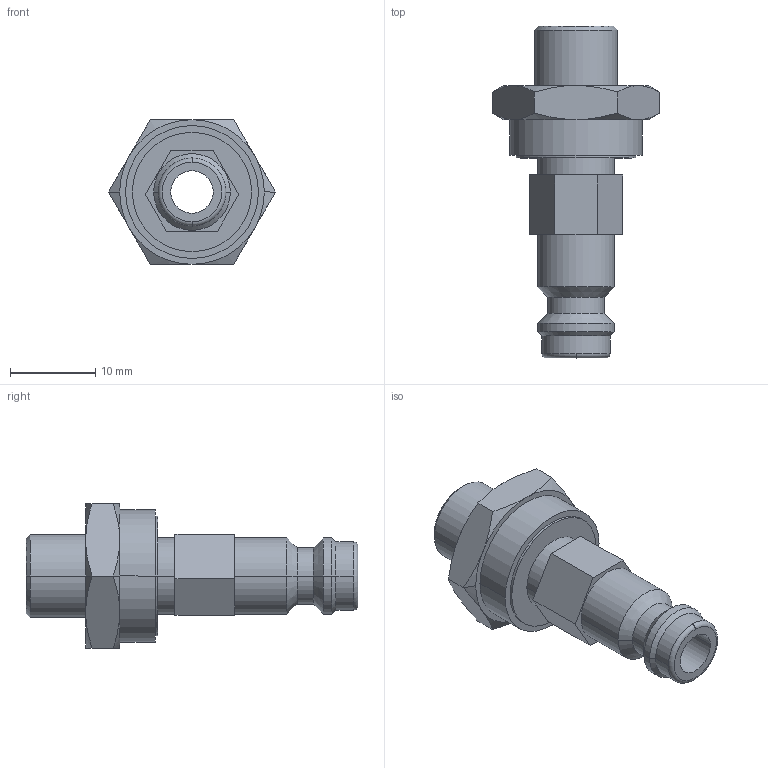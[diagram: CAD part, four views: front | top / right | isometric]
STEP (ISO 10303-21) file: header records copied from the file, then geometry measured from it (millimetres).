
FILE_DESCRIPTION(('STEP AP214'),'1');
FILE_NAME('esmk_18_naabbr.stp','2020-03-05T09:18:33',('TraceParts'),('TraceParts S.A.'),'Spatial InterOp 3D',' ',' ');
FILE_SCHEMA(('automotive_design'));
Length unit declared in the file: millimetre
Products named in the file (1): 1
Bounding box: 19.63 x 39 x 17 mm (x, y, z)
Volume: 3053.1 mm3; surface area: 2414.1 mm2
Topology: 1 solids, 1 shells, 64 faces, 139 edges, 83 vertices
Faces by surface type: cone 24, plane 20, cylinder 18, torus 2
Entity records: 2288 total; most frequent: CARTESIAN_POINT 383, DIRECTION 306, ORIENTED_EDGE 278, EDGE_CURVE 139, AXIS2_PLACEMENT_3D 126, VERTEX_POINT 83, EDGE_LOOP 72, STYLED_ITEM 64
